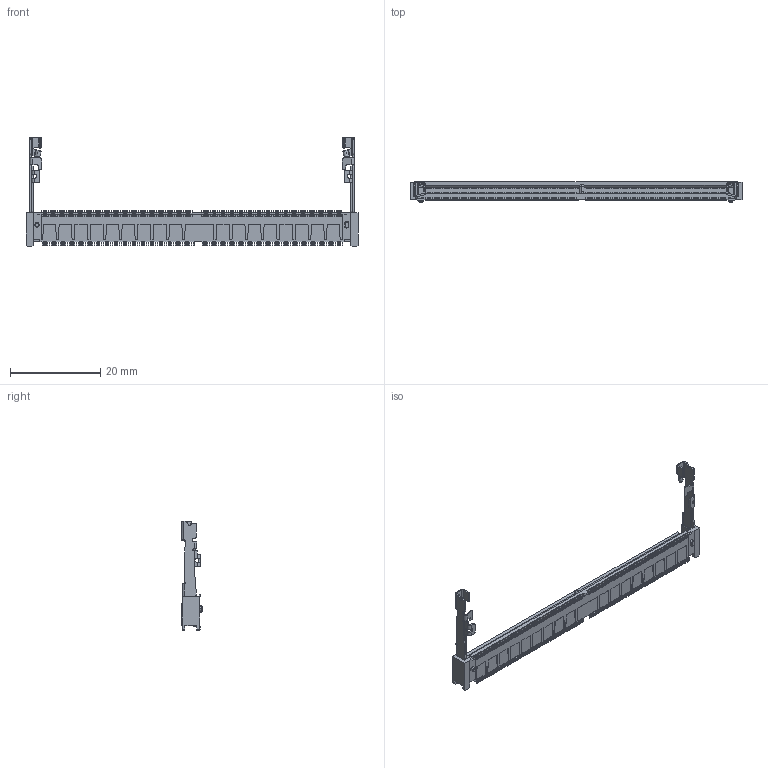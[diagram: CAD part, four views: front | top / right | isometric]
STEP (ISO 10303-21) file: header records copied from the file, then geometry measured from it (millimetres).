
FILE_DESCRIPTION((''),'2;1');
FILE_NAME('S-52746-XXXXX-XXX','2022-10-14T',('t00408'),(''),'PRO/ENGINEER BY PARAMETRIC TECHNOLOGY CORPORATION, 2007450','PRO/ENGINEER BY PARAMETRIC TECHNOLOGY CORPORATION, 2007450','');
FILE_SCHEMA(('CONFIG_CONTROL_DESIGN', 'GEOMETRIC_VALIDATION_PROPERTIES_MIM'));
Products named in the file (1): S-52746-XXXXX-XXX
Bounding box: 73.7 x 4.7 x 24.2 mm (x, y, z)
Volume: 1377 mm3; surface area: 2741.8 mm2
Topology: 1 solids, 1 shells, 9009 faces, 31874 edges, 26566 vertices
Faces by surface type: plane 6232, cylinder 2741, cone 32, bspline 2, sphere 2
Entity records: 407303 total; most frequent: CARTESIAN_POINT 58987, DIRECTION 58512, ORIENTED_EDGE 50994, EDGE_CURVE 25497, VECTOR 22100, LINE 22100, AXIS2_PLACEMENT_3D 18206, VERTEX_POINT 16772
